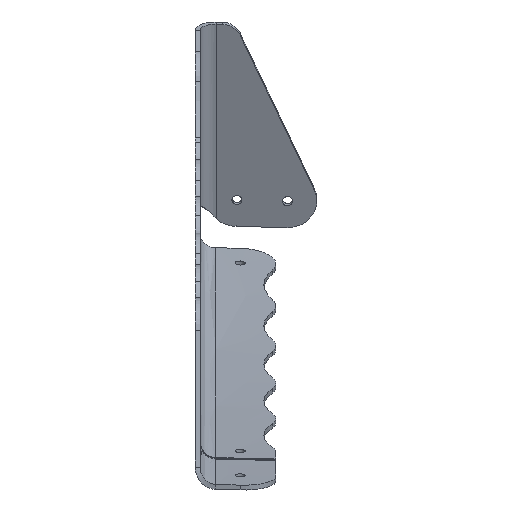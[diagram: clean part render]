
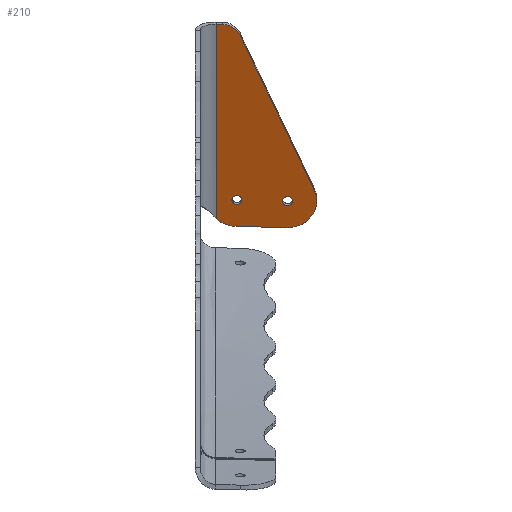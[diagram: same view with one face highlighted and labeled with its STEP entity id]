
A CAD part, front view. The second image highlights one B-rep face of the part: STEP entity #210.
In plain terms, the highlighted planar face has unit normal (0.001, -0.902, -0.432).
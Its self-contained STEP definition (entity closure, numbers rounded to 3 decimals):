
#55=CARTESIAN_POINT('Vertex',(2600.267,479.188,-1008.805)) ;
#58=CARTESIAN_POINT('Line Origine',(2600.267,467.469,-984.335)) ;
#62=CARTESIAN_POINT('Vertex',(2600.267,455.834,-960.041)) ;
#83=CARTESIAN_POINT('Axis2P3D Location',(2594.931,466.911,-983.181)) ;
#89=CARTESIAN_POINT('Control Point',(2600.267,479.188,-1008.805)) ;
#90=CARTESIAN_POINT('Control Point',(2601.253,479.613,-1009.692)) ;
#91=CARTESIAN_POINT('Control Point',(2602.489,479.931,-1010.353)) ;
#92=CARTESIAN_POINT('Control Point',(2603.874,480.1,-1010.703)) ;
#93=CARTESIAN_POINT('Control Point',(2605.266,480.116,-1010.735)) ;
#94=CARTESIAN_POINT('Vertex',(2605.266,480.116,-1010.735)) ;
#98=CARTESIAN_POINT('Control Point',(2605.266,480.116,-1010.735)) ;
#99=CARTESIAN_POINT('Control Point',(2617.961,480.267,-1011.024)) ;
#100=CARTESIAN_POINT('Vertex',(2617.961,480.267,-1011.024)) ;
#104=CARTESIAN_POINT('Control Point',(2617.961,480.267,-1011.024)) ;
#105=CARTESIAN_POINT('Control Point',(2620.22,480.294,-1011.076)) ;
#106=CARTESIAN_POINT('Control Point',(2622.502,479.947,-1010.347)) ;
#107=CARTESIAN_POINT('Control Point',(2624.353,479.214,-1008.814)) ;
#108=CARTESIAN_POINT('Control Point',(2625.352,478.263,-1006.825)) ;
#109=CARTESIAN_POINT('Control Point',(2625.487,477.289,-1004.791)) ;
#110=CARTESIAN_POINT('Vertex',(2625.487,477.289,-1004.791)) ;
#114=CARTESIAN_POINT('Control Point',(2625.487,477.289,-1004.791)) ;
#115=CARTESIAN_POINT('Control Point',(2625.556,476.796,-1003.761)) ;
#116=CARTESIAN_POINT('Control Point',(2625.353,476.296,-1002.717)) ;
#117=CARTESIAN_POINT('Control Point',(2624.9,475.842,-1001.77)) ;
#118=CARTESIAN_POINT('Vertex',(2624.9,475.842,-1001.77)) ;
#122=CARTESIAN_POINT('Control Point',(2624.9,475.842,-1001.77)) ;
#123=CARTESIAN_POINT('Control Point',(2606.264,457.159,-962.797)) ;
#124=CARTESIAN_POINT('Vertex',(2606.264,457.159,-962.797)) ;
#128=CARTESIAN_POINT('Control Point',(2606.264,457.159,-962.797)) ;
#129=CARTESIAN_POINT('Control Point',(2605.701,456.595,-961.619)) ;
#130=CARTESIAN_POINT('Control Point',(2604.637,456.12,-960.63)) ;
#131=CARTESIAN_POINT('Control Point',(2603.223,455.869,-960.108)) ;
#132=CARTESIAN_POINT('Control Point',(2601.801,455.852,-960.076)) ;
#133=CARTESIAN_POINT('Vertex',(2601.801,455.852,-960.076)) ;
#137=CARTESIAN_POINT('Control Point',(2601.801,455.852,-960.076)) ;
#138=CARTESIAN_POINT('Control Point',(2600.267,455.834,-960.041)) ;
#151=CARTESIAN_POINT('Control Point',(2616.9,477.092,-1004.398)) ;
#152=CARTESIAN_POINT('Control Point',(2616.9,477.262,-1004.752)) ;
#153=CARTESIAN_POINT('Control Point',(2617.054,477.432,-1005.106)) ;
#154=CARTESIAN_POINT('Control Point',(2617.365,477.566,-1005.386)) ;
#155=CARTESIAN_POINT('Control Point',(2618.15,477.7,-1005.664)) ;
#156=CARTESIAN_POINT('Control Point',(2618.936,477.567,-1005.385)) ;
#157=CARTESIAN_POINT('Control Point',(2619.246,477.434,-1005.105)) ;
#158=CARTESIAN_POINT('Control Point',(2619.4,477.264,-1004.751)) ;
#159=CARTESIAN_POINT('Control Point',(2619.4,477.094,-1004.397)) ;
#160=CARTESIAN_POINT('Vertex',(2619.4,477.094,-1004.397)) ;
#162=CARTESIAN_POINT('Vertex',(2616.9,477.092,-1004.398)) ;
#166=CARTESIAN_POINT('Control Point',(2619.4,477.094,-1004.397)) ;
#167=CARTESIAN_POINT('Control Point',(2619.4,476.925,-1004.043)) ;
#168=CARTESIAN_POINT('Control Point',(2619.246,476.755,-1003.689)) ;
#169=CARTESIAN_POINT('Control Point',(2618.936,476.621,-1003.409)) ;
#170=CARTESIAN_POINT('Control Point',(2618.15,476.487,-1003.131)) ;
#171=CARTESIAN_POINT('Control Point',(2617.365,476.62,-1003.409)) ;
#172=CARTESIAN_POINT('Control Point',(2617.054,476.753,-1003.689)) ;
#173=CARTESIAN_POINT('Control Point',(2616.9,476.923,-1004.044)) ;
#174=CARTESIAN_POINT('Control Point',(2616.9,477.092,-1004.398)) ;
#181=CARTESIAN_POINT('Control Point',(2604.205,476.942,-1004.108)) ;
#182=CARTESIAN_POINT('Control Point',(2604.205,477.112,-1004.462)) ;
#183=CARTESIAN_POINT('Control Point',(2604.359,477.281,-1004.816)) ;
#184=CARTESIAN_POINT('Control Point',(2604.669,477.416,-1005.096)) ;
#185=CARTESIAN_POINT('Control Point',(2605.455,477.549,-1005.374)) ;
#186=CARTESIAN_POINT('Control Point',(2606.24,477.417,-1005.096)) ;
#187=CARTESIAN_POINT('Control Point',(2606.55,477.283,-1004.816)) ;
#188=CARTESIAN_POINT('Control Point',(2606.705,477.113,-1004.461)) ;
#189=CARTESIAN_POINT('Control Point',(2606.705,476.944,-1004.107)) ;
#190=CARTESIAN_POINT('Vertex',(2606.705,476.944,-1004.107)) ;
#192=CARTESIAN_POINT('Vertex',(2604.205,476.942,-1004.108)) ;
#196=CARTESIAN_POINT('Control Point',(2606.705,476.944,-1004.107)) ;
#197=CARTESIAN_POINT('Control Point',(2606.705,476.774,-1003.753)) ;
#198=CARTESIAN_POINT('Control Point',(2606.55,476.605,-1003.399)) ;
#199=CARTESIAN_POINT('Control Point',(2606.24,476.47,-1003.119)) ;
#200=CARTESIAN_POINT('Control Point',(2605.455,476.336,-1002.841)) ;
#201=CARTESIAN_POINT('Control Point',(2604.669,476.469,-1003.12)) ;
#202=CARTESIAN_POINT('Control Point',(2604.359,476.603,-1003.4)) ;
#203=CARTESIAN_POINT('Control Point',(2604.205,476.772,-1003.754)) ;
#204=CARTESIAN_POINT('Control Point',(2604.205,476.942,-1004.108)) ;
#60=VECTOR('Line Direction',#59,1.) ;
#59=DIRECTION('Vector Direction',(0.,0.432,-0.902)) ;
#84=DIRECTION('Axis2P3D Direction',(0.001,-0.902,-0.432)) ;
#85=DIRECTION('Axis2P3D XDirection',(1.,0.013,-0.025)) ;
#86=AXIS2_PLACEMENT_3D('Plane Axis2P3D',#83,#84,#85) ;
#61=LINE('Line',#58,#60) ;
#87=PLANE('',#86) ;
#179=FACE_BOUND('',#176,.T.) ;
#209=FACE_BOUND('',#206,.T.) ;
#64=EDGE_CURVE('',#56,#63,#61,.F.) ;
#96=EDGE_CURVE('',#56,#95,#88,.T.) ;
#102=EDGE_CURVE('',#95,#101,#97,.T.) ;
#112=EDGE_CURVE('',#101,#111,#103,.T.) ;
#120=EDGE_CURVE('',#111,#119,#113,.T.) ;
#126=EDGE_CURVE('',#119,#125,#121,.T.) ;
#135=EDGE_CURVE('',#125,#134,#127,.T.) ;
#139=EDGE_CURVE('',#134,#63,#136,.T.) ;
#164=EDGE_CURVE('',#161,#163,#150,.F.) ;
#175=EDGE_CURVE('',#161,#163,#165,.T.) ;
#194=EDGE_CURVE('',#191,#193,#180,.F.) ;
#205=EDGE_CURVE('',#191,#193,#195,.T.) ;
#140=EDGE_LOOP('',(#141,#142,#143,#144,#145,#146,#147,#148)) ;
#176=EDGE_LOOP('',(#177,#178)) ;
#206=EDGE_LOOP('',(#207,#208)) ;
#141=ORIENTED_EDGE('',*,*,#64,.F.) ;
#142=ORIENTED_EDGE('',*,*,#96,.T.) ;
#143=ORIENTED_EDGE('',*,*,#102,.T.) ;
#144=ORIENTED_EDGE('',*,*,#112,.T.) ;
#145=ORIENTED_EDGE('',*,*,#120,.T.) ;
#146=ORIENTED_EDGE('',*,*,#126,.T.) ;
#147=ORIENTED_EDGE('',*,*,#135,.T.) ;
#148=ORIENTED_EDGE('',*,*,#139,.T.) ;
#177=ORIENTED_EDGE('',*,*,#164,.T.) ;
#178=ORIENTED_EDGE('',*,*,#175,.F.) ;
#207=ORIENTED_EDGE('',*,*,#194,.T.) ;
#208=ORIENTED_EDGE('',*,*,#205,.F.) ;
#56=VERTEX_POINT('',#55) ;
#63=VERTEX_POINT('',#62) ;
#95=VERTEX_POINT('',#94) ;
#101=VERTEX_POINT('',#100) ;
#111=VERTEX_POINT('',#110) ;
#119=VERTEX_POINT('',#118) ;
#125=VERTEX_POINT('',#124) ;
#134=VERTEX_POINT('',#133) ;
#161=VERTEX_POINT('',#160) ;
#163=VERTEX_POINT('',#162) ;
#191=VERTEX_POINT('',#190) ;
#193=VERTEX_POINT('',#192) ;
#210=ADVANCED_FACE('550-05559-002',(#149,#179,#209),#87,.T.) ;
#88=B_SPLINE_CURVE_WITH_KNOTS('',4,(#89,#90,#91,#92,#93),.UNSPECIFIED.,.F.,.U.,(5,5),(29.086,34.657),.UNSPECIFIED.) ;
#97=B_SPLINE_CURVE_WITH_KNOTS('',1,(#98,#99),.UNSPECIFIED.,.F.,.U.,(2,2),(-6.35,6.35),.UNSPECIFIED.) ;
#103=B_SPLINE_CURVE_WITH_KNOTS('',5,(#104,#105,#106,#107,#108,#109),.UNSPECIFIED.,.F.,.U.,(6,6),(34.657,45.951),.UNSPECIFIED.) ;
#113=B_SPLINE_CURVE_WITH_KNOTS('',3,(#114,#115,#116,#117),.UNSPECIFIED.,.F.,.U.,(4,4),(45.951,49.383),.UNSPECIFIED.) ;
#121=B_SPLINE_CURVE_WITH_KNOTS('',1,(#122,#123),.UNSPECIFIED.,.F.,.U.,(2,2),(-23.533,23.533),.UNSPECIFIED.) ;
#127=B_SPLINE_CURVE_WITH_KNOTS('',4,(#128,#129,#130,#131,#132),.UNSPECIFIED.,.F.,.U.,(5,5),(2.178,7.868),.UNSPECIFIED.) ;
#136=B_SPLINE_CURVE_WITH_KNOTS('',1,(#137,#138),.UNSPECIFIED.,.F.,.U.,(2,2),(-0.767,0.767),.UNSPECIFIED.) ;
#150=B_SPLINE_CURVE_WITH_KNOTS('',5,(#151,#152,#153,#154,#155,#156,#157,#158,#159),.UNSPECIFIED.,.F.,.U.,(6,3,6),(3.963,5.926,7.89),.UNSPECIFIED.) ;
#165=B_SPLINE_CURVE_WITH_KNOTS('',5,(#166,#167,#168,#169,#170,#171,#172,#173,#174),.UNSPECIFIED.,.F.,.U.,(6,3,6),(0.036,1.999,3.963),.UNSPECIFIED.) ;
#180=B_SPLINE_CURVE_WITH_KNOTS('',5,(#181,#182,#183,#184,#185,#186,#187,#188,#189),.UNSPECIFIED.,.F.,.U.,(6,3,6),(3.963,5.926,7.89),.UNSPECIFIED.) ;
#195=B_SPLINE_CURVE_WITH_KNOTS('',5,(#196,#197,#198,#199,#200,#201,#202,#203,#204),.UNSPECIFIED.,.F.,.U.,(6,3,6),(0.036,1.999,3.963),.UNSPECIFIED.) ;
#149=FACE_OUTER_BOUND('',#140,.T.) ;
